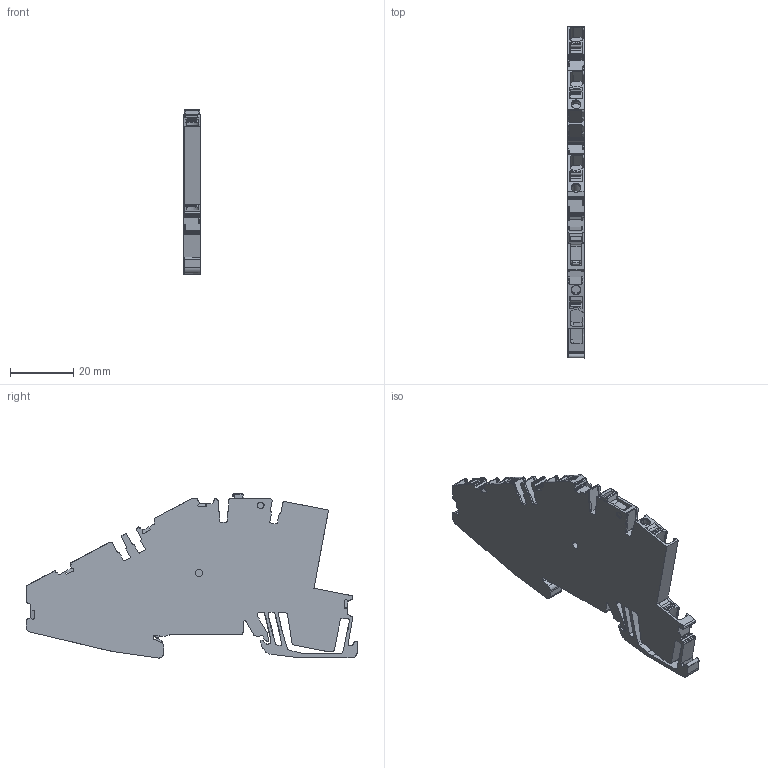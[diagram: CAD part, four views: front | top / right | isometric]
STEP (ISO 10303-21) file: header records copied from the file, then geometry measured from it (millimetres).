
FILE_DESCRIPTION(('CATIA V5 STEP Exchange','CAx-IF Rec.Pracs.--- Model Styling and Organization---1.4--- 2014-01-23'),'2;1');
FILE_NAME ('D1463606_2_2669030000_2669030000.stp','2021-08-09T06:23:02+00:00',('none'),('Weidmueller'),'CATIA Version 5-6 Release 2016 SP3 HF44','CATIA V5 STEP AP214','none');
FILE_SCHEMA(('AUTOMOTIVE_DESIGN { 1 0 10303 214 1 1 1 1 }'));
Length unit declared in the file: millimetre
Products named in the file (1): 2669030000_S
Bounding box: 5.1 x 104.58 x 51.71 mm (x, y, z)
Volume: 16737.6 mm3; surface area: 10966 mm2
Topology: 10 solids, 10 shells, 1087 faces, 3127 edges, 2066 vertices
Faces by surface type: plane 478, cylinder 402, extrusion 178, bspline 13, torus 10, cone 6
Entity records: 39009 total; most frequent: CARTESIAN_POINT 11767, ORIENTED_EDGE 6250, DIRECTION 4360, EDGE_CURVE 3125, VECTOR 2190, VERTEX_POINT 2066, LINE 2012, AXIS2_PLACEMENT_3D 1367
